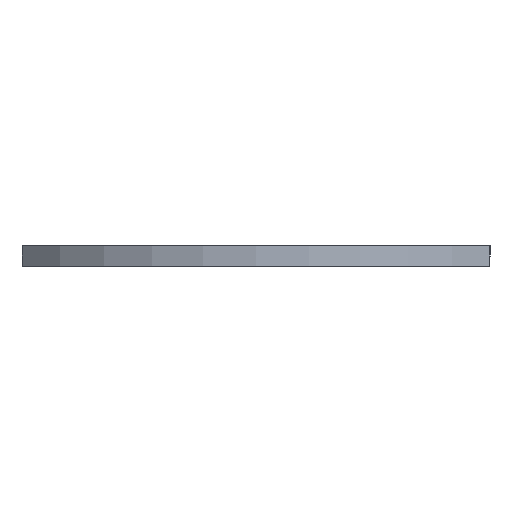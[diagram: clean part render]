
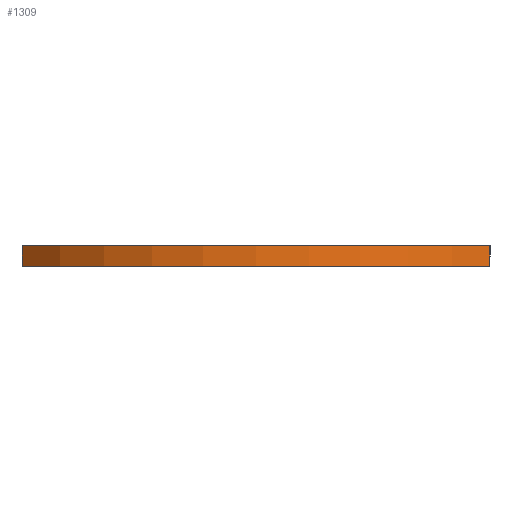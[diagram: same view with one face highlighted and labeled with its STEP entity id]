
A CAD part, left-side view. The second image highlights one B-rep face of the part: STEP entity #1309.
In plain terms, the highlighted cylindrical face has radius 30 mm (diameter 60 mm), a partial arc.
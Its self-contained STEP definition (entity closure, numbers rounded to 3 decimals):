
#59=CARTESIAN_POINT('',(-20.,0.,2.));
#60=DIRECTION('',(0.,0.,1.));
#61=DIRECTION('',(-0.661,0.75,0.));
#62=AXIS2_PLACEMENT_3D('',#59,#60,#61);
#249=DIRECTION('',(0.,0.,-1.));
#250=VECTOR('',#249,2.);
#251=CARTESIAN_POINT('',(-39.843,22.5,2.));
#252=LINE('',#251,#250);
#253=DIRECTION('',(0.,0.,1.));
#254=VECTOR('',#253,2.);
#255=CARTESIAN_POINT('',(-39.843,-22.5,0.));
#256=LINE('',#255,#254);
#295=CARTESIAN_POINT('',(-20.,0.,0.));
#296=DIRECTION('',(0.,0.,-1.));
#297=DIRECTION('',(-0.661,-0.75,0.));
#298=AXIS2_PLACEMENT_3D('',#295,#296,#297);
#1005=CARTESIAN_POINT('',(-39.843,-22.5,0.));
#1006=CARTESIAN_POINT('',(-39.843,-22.5,2.));
#1007=VERTEX_POINT('',#1005);
#1008=VERTEX_POINT('',#1006);
#1009=CARTESIAN_POINT('',(-39.843,22.5,2.));
#1010=CARTESIAN_POINT('',(-39.843,22.5,0.));
#1011=VERTEX_POINT('',#1009);
#1012=VERTEX_POINT('',#1010);
#1296=CARTESIAN_POINT('',(-20.,0.,1.));
#1297=DIRECTION('',(0.,0.,1.));
#1298=DIRECTION('',(-0.661,0.75,0.));
#1299=AXIS2_PLACEMENT_3D('',#1296,#1297,#1298);
#1300=CYLINDRICAL_SURFACE('',#1299,30.);
#1302=ORIENTED_EDGE('',*,*,#1301,.F.);
#1303=ORIENTED_EDGE('',*,*,#1098,.T.);
#1304=ORIENTED_EDGE('',*,*,#1287,.F.);
#1306=ORIENTED_EDGE('',*,*,#1305,.T.);
#1307=EDGE_LOOP('',(#1302,#1303,#1304,#1306));
#1308=FACE_OUTER_BOUND('',#1307,.F.);
#1309=ADVANCED_FACE('',(#1308),#1300,.T.);
#63=CIRCLE('',#62,30.);
#299=CIRCLE('',#298,30.);
#1098=EDGE_CURVE('',#1011,#1008,#63,.T.);
#1287=EDGE_CURVE('',#1007,#1008,#256,.T.);
#1301=EDGE_CURVE('',#1011,#1012,#252,.T.);
#1305=EDGE_CURVE('',#1007,#1012,#299,.T.);
